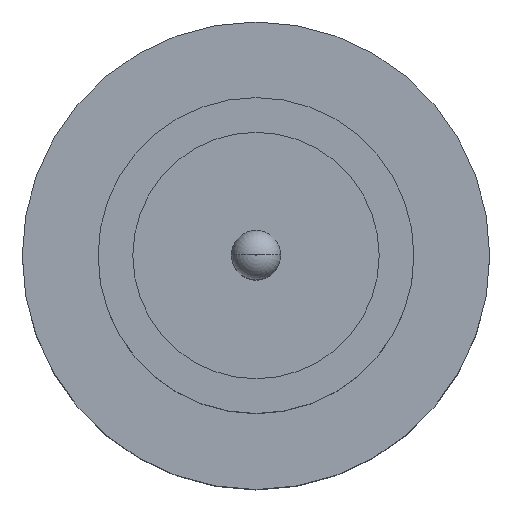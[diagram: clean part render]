
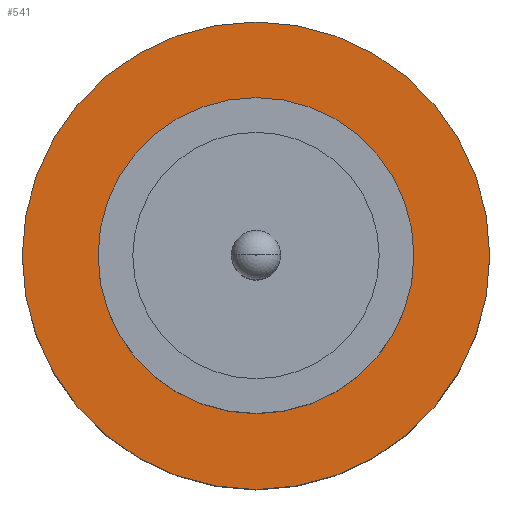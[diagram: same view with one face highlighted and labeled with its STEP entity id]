
A CAD part, top view. The second image highlights one B-rep face of the part: STEP entity #541.
In plain terms, the highlighted planar face has unit normal (0, 0, 1).
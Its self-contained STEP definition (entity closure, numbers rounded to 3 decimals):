
#3 = VERTEX_POINT ( 'NONE', #396 ) ;
#25 = CARTESIAN_POINT ( 'NONE',  ( 0., 0., 1.55 ) ) ;
#27 = FACE_BOUND ( 'NONE', #291, .T. ) ;
#76 = VERTEX_POINT ( 'NONE', #315 ) ;
#154 = ORIENTED_EDGE ( 'NONE', *, *, #663, .T. ) ;
#160 = VERTEX_POINT ( 'NONE', #328 ) ;
#172 = DIRECTION ( 'NONE',  ( 1., 0., 0. ) ) ;
#176 = CARTESIAN_POINT ( 'NONE',  ( 0., 0., 1.55 ) ) ;
#178 = DIRECTION ( 'NONE',  ( 0., 0., 1. ) ) ;
#184 = CIRCLE ( 'NONE', #308, 1.85 ) ;
#219 = CARTESIAN_POINT ( 'NONE',  ( 1.85, 0., 1.55 ) ) ;
#231 = CARTESIAN_POINT ( 'NONE',  ( 0., 0., 1.55 ) ) ;
#259 = EDGE_LOOP ( 'NONE', ( #154, #550 ) ) ;
#280 = PLANE ( 'NONE',  #603 ) ;
#289 = DIRECTION ( 'NONE',  ( 1., 0., 0. ) ) ;
#291 = EDGE_LOOP ( 'NONE', ( #747, #633 ) ) ;
#308 = AXIS2_PLACEMENT_3D ( 'NONE', #231, #377, #668 ) ;
#315 = CARTESIAN_POINT ( 'NONE',  ( -1.85, 0., 1.55 ) ) ;
#328 = CARTESIAN_POINT ( 'NONE',  ( 1.25, 0., 1.55 ) ) ;
#358 = CIRCLE ( 'NONE', #785, 1.85 ) ;
#360 = DIRECTION ( 'NONE',  ( 0., 0., 1. ) ) ;
#377 = DIRECTION ( 'NONE',  ( 0., 0., 1. ) ) ;
#396 = CARTESIAN_POINT ( 'NONE',  ( -1.25, 0., 1.55 ) ) ;
#444 = CIRCLE ( 'NONE', #727, 1.25 ) ;
#489 = CIRCLE ( 'NONE', #601, 1.25 ) ;
#501 = FACE_OUTER_BOUND ( 'NONE', #259, .T. ) ;
#522 = DIRECTION ( 'NONE',  ( 0., 0., 1. ) ) ;
#523 = DIRECTION ( 'NONE',  ( 1., 0., 0. ) ) ;
#541 = ADVANCED_FACE ( 'NONE', ( #27, #501 ), #280, .T. ) ;
#549 = DIRECTION ( 'NONE',  ( 0., 0., 1. ) ) ;
#550 = ORIENTED_EDGE ( 'NONE', *, *, #677, .T. ) ;
#564 = VERTEX_POINT ( 'NONE', #219 ) ;
#580 = EDGE_CURVE ( 'NONE', #160, #3, #444, .T. ) ;
#601 = AXIS2_PLACEMENT_3D ( 'NONE', #176, #178, #172 ) ;
#603 = AXIS2_PLACEMENT_3D ( 'NONE', #25, #522, #523 ) ;
#606 = DIRECTION ( 'NONE',  ( 1., 0., 0. ) ) ;
#614 = CARTESIAN_POINT ( 'NONE',  ( 0., 0., 1.55 ) ) ;
#633 = ORIENTED_EDGE ( 'NONE', *, *, #723, .F. ) ;
#663 = EDGE_CURVE ( 'NONE', #76, #564, #358, .T. ) ;
#668 = DIRECTION ( 'NONE',  ( 1., 0., 0. ) ) ;
#677 = EDGE_CURVE ( 'NONE', #564, #76, #184, .T. ) ;
#723 = EDGE_CURVE ( 'NONE', #3, #160, #489, .T. ) ;
#727 = AXIS2_PLACEMENT_3D ( 'NONE', #780, #360, #289 ) ;
#747 = ORIENTED_EDGE ( 'NONE', *, *, #580, .F. ) ;
#780 = CARTESIAN_POINT ( 'NONE',  ( 0., 0., 1.55 ) ) ;
#785 = AXIS2_PLACEMENT_3D ( 'NONE', #614, #549, #606 ) ;
